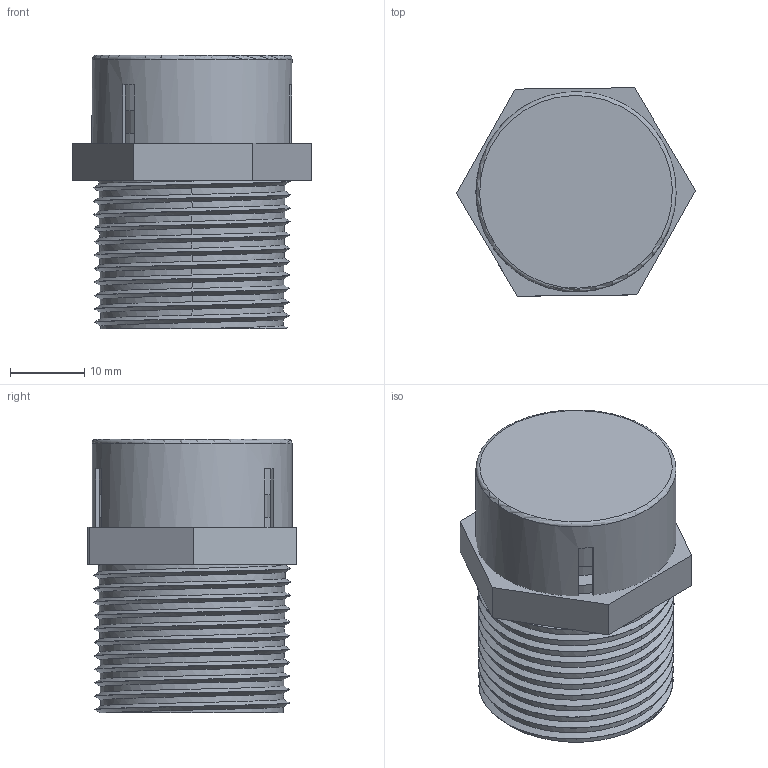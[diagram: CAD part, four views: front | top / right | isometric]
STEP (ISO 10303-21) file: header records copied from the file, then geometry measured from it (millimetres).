
FILE_DESCRIPTION(/* description */ ('STEP AP214'),/* implementation_level */ '2;1');
FILE_NAME(/* name */ '75001035-RST.stp',/* time_stamp */ '2021-09-15T11:31:04+02:00',/* author */ ('sl'),/* organization */ (''),/* preprocessor_version */ 'ST-DEVELOPER v16.5',/* originating_system */ 'Autodesk Inventor 2017',/* authorisation */ '');
FILE_SCHEMA (('AUTOMOTIVE_DESIGN { 1 0 10303 214 3 1 1 }'));
Length unit declared in the file: millimetre
Products named in the file (3): 7x001035; BDU1130D0; cap
Assembly tree (2 placements, depth 2):
  7x001035
    BDU1130D0
    cap
Bounding box: 32.26 x 28.12 x 36.88 mm (x, y, z)
Volume: 14466.9 mm3; surface area: 9631 mm2
Topology: 2 solids, 2 shells, 58 faces, 144 edges, 95 vertices
Faces by surface type: plane 28, cone 15, cylinder 8, bspline 4, torus 3
Full cylindrical faces by diameter (mm): 8 x1, 13.8 x1, 14.25 x1, 21.5 x1, 26 x3, 27 x1
Entity records: 4453 total; most frequent: CARTESIAN_POINT 3325, DIRECTION 210, ORIENTED_EDGE 182, EDGE_CURVE 91, AXIS2_PLACEMENT_3D 84, EDGE_LOOP 68, VERTEX_POINT 67, STYLED_ITEM 49
